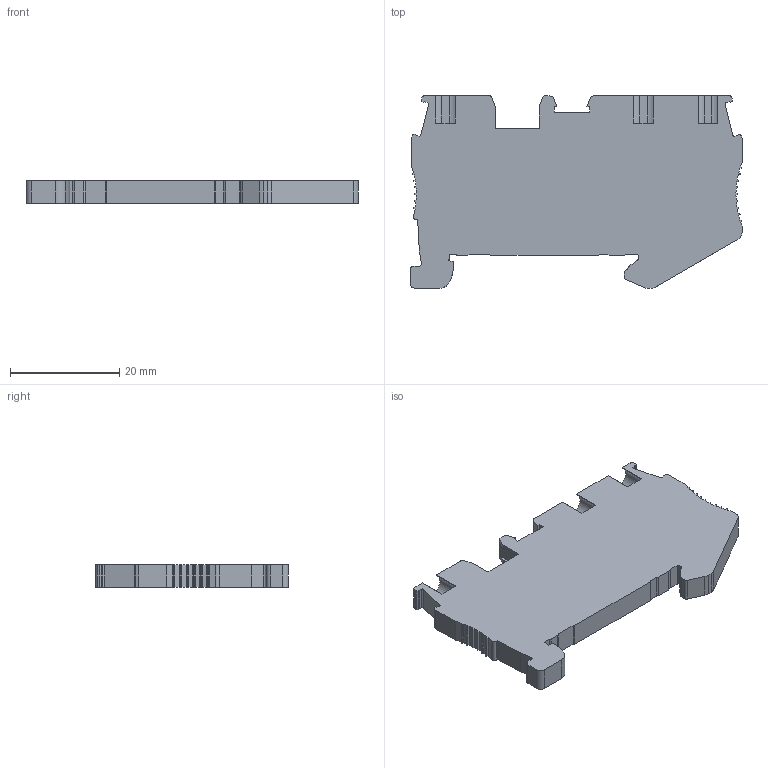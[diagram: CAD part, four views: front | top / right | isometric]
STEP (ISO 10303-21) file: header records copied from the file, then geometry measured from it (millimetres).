
FILE_DESCRIPTION((''),'2;1');
FILE_NAME('UJ5-1_5_1_2JD','2023-11-15T',('dell'),(''),'PRO/ENGINEER BY PARAMETRIC TECHNOLOGY CORPORATION, 2013230','PRO/ENGINEER BY PARAMETRIC TECHNOLOGY CORPORATION, 2013230','');
FILE_SCHEMA(('AUTOMOTIVE_DESIGN { 1 0 10303 214 1 1 1 1 }'));
Length unit declared in the file: millimetre
Products named in the file (1): UJ5-1_5_1_2JD
Bounding box: 60.7 x 35.2 x 4.2 mm (x, y, z)
Volume: 6664.1 mm3; surface area: 4894.1 mm2
Topology: 1 solids, 1 shells, 221 faces, 704 edges, 488 vertices
Faces by surface type: plane 151, cylinder 70
Entity records: 7977 total; most frequent: CARTESIAN_POINT 1415, ORIENTED_EDGE 1408, DIRECTION 1350, EDGE_CURVE 704, VECTOR 500, LINE 500, VERTEX_POINT 488, AXIS2_PLACEMENT_3D 425
